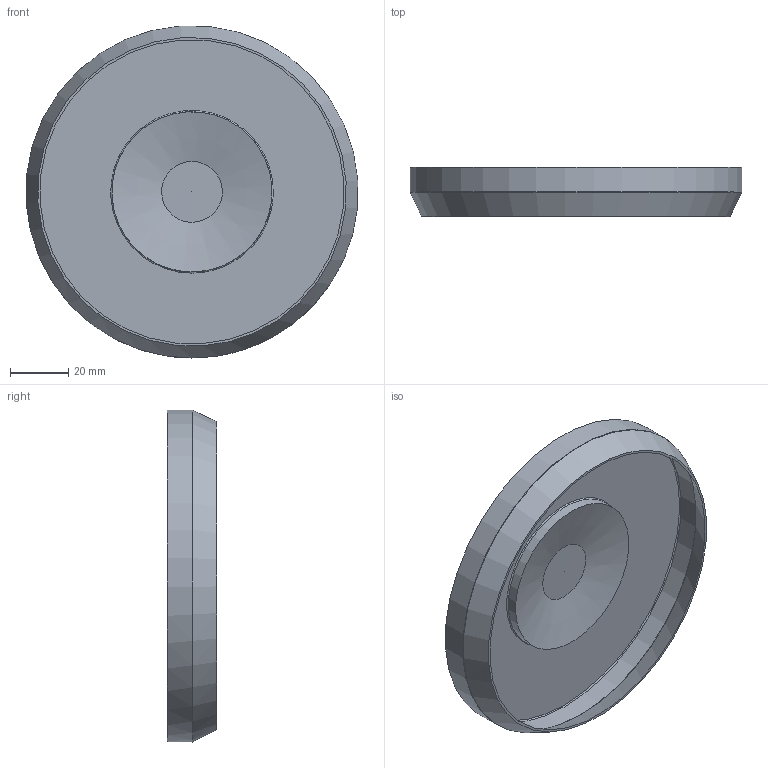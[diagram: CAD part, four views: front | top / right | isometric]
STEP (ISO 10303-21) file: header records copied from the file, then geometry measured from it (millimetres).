
FILE_DESCRIPTION(('HOOPS Exchange Step'),'2;1');
FILE_NAME('506504f5bae4f0c33dca748bb2e1d57f20210711-1-169cjca.ipt.step','2021-07-11T22:35:12+00:00',('root'),('Unknown organisation'),'HOOPS Exchange 2021.0','HOOPS Exchange','Unknown authorisation');
FILE_SCHEMA( ('AUTOMOTIVE_DESIGN { 1 0 10303 214 1 1 1 1 }') );
Length unit declared in the file: centimetre
Products named in the file (1): 506504f5bae4f0c33dca748bb2e1d57f20210711-1-169cjca.ipt
Bounding box: 113.73 x 16.88 x 113.87 mm (x, y, z)
Volume: 15522.6 mm3; surface area: 33295.9 mm2
Topology: 1 solids, 1 shells, 14 faces, 44 edges, 33 vertices
Faces by surface type: cone 5, torus 4, plane 3, cylinder 2
Full cylindrical faces by diameter (mm): 112.794 x1, 114 x1
Entity records: 544 total; most frequent: DIRECTION 109, CARTESIAN_POINT 91, ORIENTED_EDGE 86, AXIS2_PLACEMENT_3D 51, EDGE_CURVE 43, CIRCLE 36, VERTEX_POINT 33, EDGE_LOOP 16
